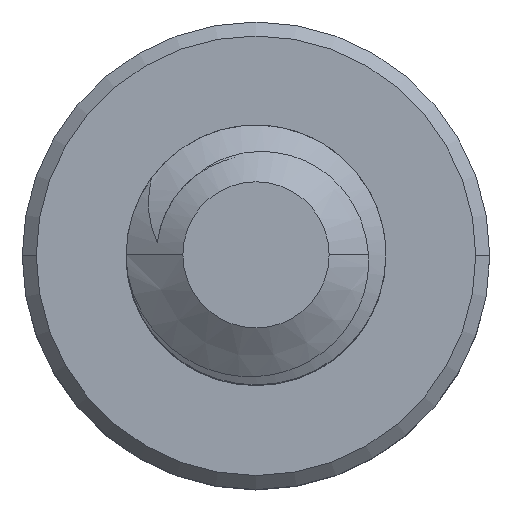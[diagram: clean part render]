
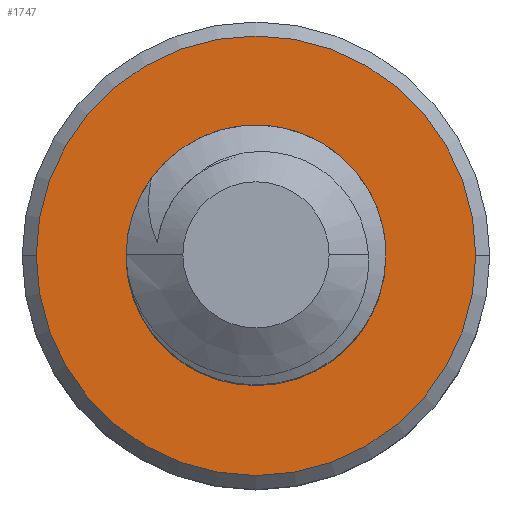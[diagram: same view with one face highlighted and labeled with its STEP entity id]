
A CAD part, top view. The second image highlights one B-rep face of the part: STEP entity #1747.
In plain terms, the highlighted planar face has unit normal (0, 0, 1).
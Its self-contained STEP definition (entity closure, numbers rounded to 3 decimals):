
#22 = ORIENTED_EDGE ( 'NONE', *, *, #69, .F. ) ;
#69 = EDGE_CURVE ( 'NONE', #857, #1550, #3490, .T. ) ;
#289 = DIRECTION ( 'NONE',  ( -1., 0., 0. ) ) ;
#344 = EDGE_LOOP ( 'NONE', ( #1460, #1189 ) ) ;
#610 = EDGE_CURVE ( 'NONE', #1550, #857, #953, .T. ) ;
#708 = CIRCLE ( 'NONE', #2362, 2.115 ) ;
#714 = DIRECTION ( 'NONE',  ( 0., 0., 1. ) ) ;
#857 = VERTEX_POINT ( 'NONE', #2859 ) ;
#953 = CIRCLE ( 'NONE', #2171, 1.25 ) ;
#968 = CARTESIAN_POINT ( 'NONE',  ( 2.115, 0., -5. ) ) ;
#1115 = AXIS2_PLACEMENT_3D ( 'NONE', #3239, #2613, #289 ) ;
#1165 = EDGE_LOOP ( 'NONE', ( #1547, #22 ) ) ;
#1189 = ORIENTED_EDGE ( 'NONE', *, *, #2306, .T. ) ;
#1276 = DIRECTION ( 'NONE',  ( 1., 0., 0. ) ) ;
#1329 = DIRECTION ( 'NONE',  ( 0., 0., 1. ) ) ;
#1334 = CARTESIAN_POINT ( 'NONE',  ( 0., 0., -5. ) ) ;
#1460 = ORIENTED_EDGE ( 'NONE', *, *, #1992, .T. ) ;
#1547 = ORIENTED_EDGE ( 'NONE', *, *, #610, .F. ) ;
#1550 = VERTEX_POINT ( 'NONE', #3220 ) ;
#1576 = DIRECTION ( 'NONE',  ( 0., 0., 1. ) ) ;
#1594 = PLANE ( 'NONE',  #1115 ) ;
#1705 = VERTEX_POINT ( 'NONE', #2196 ) ;
#1747 = ADVANCED_FACE ( 'NONE', ( #2462, #2915 ), #1594, .F. ) ;
#1880 = VERTEX_POINT ( 'NONE', #968 ) ;
#1992 = EDGE_CURVE ( 'NONE', #1705, #1880, #708, .T. ) ;
#2010 = AXIS2_PLACEMENT_3D ( 'NONE', #3046, #3127, #3140 ) ;
#2171 = AXIS2_PLACEMENT_3D ( 'NONE', #1334, #1329, #1276 ) ;
#2196 = CARTESIAN_POINT ( 'NONE',  ( -2.115, 0., -5. ) ) ;
#2287 = CIRCLE ( 'NONE', #2351, 2.115 ) ;
#2306 = EDGE_CURVE ( 'NONE', #1880, #1705, #2287, .T. ) ;
#2351 = AXIS2_PLACEMENT_3D ( 'NONE', #2993, #1576, #3215 ) ;
#2362 = AXIS2_PLACEMENT_3D ( 'NONE', #2470, #714, #2651 ) ;
#2462 = FACE_OUTER_BOUND ( 'NONE', #344, .T. ) ;
#2470 = CARTESIAN_POINT ( 'NONE',  ( 0., 0., -5. ) ) ;
#2613 = DIRECTION ( 'NONE',  ( 0., 0., -1. ) ) ;
#2651 = DIRECTION ( 'NONE',  ( -1., 0., 0. ) ) ;
#2859 = CARTESIAN_POINT ( 'NONE',  ( -1.25, 0., -5. ) ) ;
#2915 = FACE_BOUND ( 'NONE', #1165, .T. ) ;
#2993 = CARTESIAN_POINT ( 'NONE',  ( 0., 0., -5. ) ) ;
#3046 = CARTESIAN_POINT ( 'NONE',  ( 0., 0., -5. ) ) ;
#3127 = DIRECTION ( 'NONE',  ( 0., 0., 1. ) ) ;
#3140 = DIRECTION ( 'NONE',  ( 1., 0., 0. ) ) ;
#3215 = DIRECTION ( 'NONE',  ( -1., 0., 0. ) ) ;
#3220 = CARTESIAN_POINT ( 'NONE',  ( 1.25, 0., -5. ) ) ;
#3239 = CARTESIAN_POINT ( 'NONE',  ( 0., 0., -5. ) ) ;
#3490 = CIRCLE ( 'NONE', #2010, 1.25 ) ;
